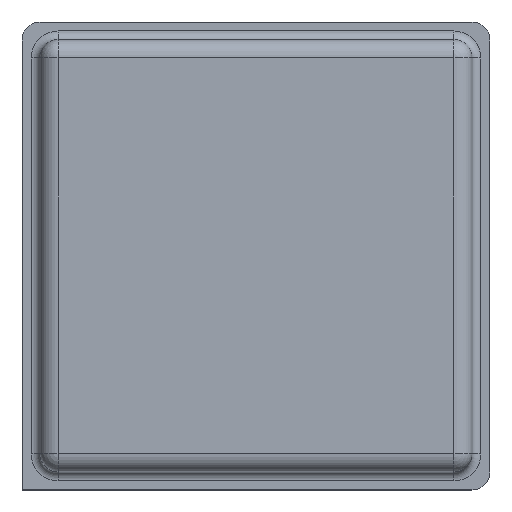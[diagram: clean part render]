
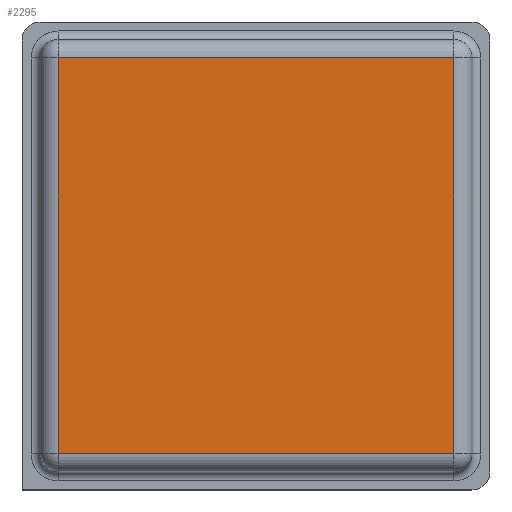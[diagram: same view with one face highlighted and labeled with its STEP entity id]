
A CAD part, top view. The second image highlights one B-rep face of the part: STEP entity #2295.
In plain terms, the highlighted planar face has unit normal (0, 0, 1).
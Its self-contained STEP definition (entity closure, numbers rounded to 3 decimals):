
#1339 = CYLINDRICAL_SURFACE('',#1340,1.);
#1340 = AXIS2_PLACEMENT_3D('',#1341,#1342,#1343);
#1341 = CARTESIAN_POINT('',(-11.,11.,10.5));
#1342 = DIRECTION('',(1.,0.,0.));
#1343 = DIRECTION('',(0.,1.,0.));
#1576 = VERTEX_POINT('',#1577);
#1577 = CARTESIAN_POINT('',(-11.,11.,11.5));
#1597 = EDGE_CURVE('',#1576,#1598,#1600,.T.);
#1598 = VERTEX_POINT('',#1599);
#1599 = CARTESIAN_POINT('',(11.,11.,11.5));
#1600 = SURFACE_CURVE('',#1601,(#1605,#1612),.PCURVE_S1.);
#1601 = LINE('',#1602,#1603);
#1602 = CARTESIAN_POINT('',(-11.,11.,11.5));
#1603 = VECTOR('',#1604,1.);
#1604 = DIRECTION('',(1.,0.,0.));
#1605 = PCURVE('',#1339,#1606);
#1606 = DEFINITIONAL_REPRESENTATION('',(#1607),#1611);
#1607 = LINE('',#1608,#1609);
#1608 = CARTESIAN_POINT('',(1.571,0.));
#1609 = VECTOR('',#1610,1.);
#1610 = DIRECTION('',(0.,1.));
#1611 = ( GEOMETRIC_REPRESENTATION_CONTEXT(2) 
PARAMETRIC_REPRESENTATION_CONTEXT() REPRESENTATION_CONTEXT('2D SPACE',''
  ) );
#1612 = PCURVE('',#1613,#1618);
#1613 = PLANE('',#1614);
#1614 = AXIS2_PLACEMENT_3D('',#1615,#1616,#1617);
#1615 = CARTESIAN_POINT('',(-12.,12.,11.5));
#1616 = DIRECTION('',(0.,0.,1.));
#1617 = DIRECTION('',(1.,0.,0.));
#1618 = DEFINITIONAL_REPRESENTATION('',(#1619),#1623);
#1619 = LINE('',#1620,#1621);
#1620 = CARTESIAN_POINT('',(1.,-1.));
#1621 = VECTOR('',#1622,1.);
#1622 = DIRECTION('',(1.,0.));
#1623 = ( GEOMETRIC_REPRESENTATION_CONTEXT(2) 
PARAMETRIC_REPRESENTATION_CONTEXT() REPRESENTATION_CONTEXT('2D SPACE',''
  ) );
#1804 = CYLINDRICAL_SURFACE('',#1805,1.);
#1805 = AXIS2_PLACEMENT_3D('',#1806,#1807,#1808);
#1806 = CARTESIAN_POINT('',(-11.,-11.,10.5));
#1807 = DIRECTION('',(0.,1.,0.));
#1808 = DIRECTION('',(-1.,0.,0.));
#2295 = ADVANCED_FACE('',(#2296),#1613,.T.);
#2296 = FACE_BOUND('',#2297,.T.);
#2297 = EDGE_LOOP('',(#2298,#2299,#2322,#2350));
#2298 = ORIENTED_EDGE('',*,*,#1597,.F.);
#2299 = ORIENTED_EDGE('',*,*,#2300,.F.);
#2300 = EDGE_CURVE('',#2301,#1576,#2303,.T.);
#2301 = VERTEX_POINT('',#2302);
#2302 = CARTESIAN_POINT('',(-11.,-11.,11.5));
#2303 = SURFACE_CURVE('',#2304,(#2308,#2315),.PCURVE_S1.);
#2304 = LINE('',#2305,#2306);
#2305 = CARTESIAN_POINT('',(-11.,-11.,11.5));
#2306 = VECTOR('',#2307,1.);
#2307 = DIRECTION('',(0.,1.,0.));
#2308 = PCURVE('',#1613,#2309);
#2309 = DEFINITIONAL_REPRESENTATION('',(#2310),#2314);
#2310 = LINE('',#2311,#2312);
#2311 = CARTESIAN_POINT('',(1.,-23.));
#2312 = VECTOR('',#2313,1.);
#2313 = DIRECTION('',(0.,1.));
#2314 = ( GEOMETRIC_REPRESENTATION_CONTEXT(2) 
PARAMETRIC_REPRESENTATION_CONTEXT() REPRESENTATION_CONTEXT('2D SPACE',''
  ) );
#2315 = PCURVE('',#1804,#2316);
#2316 = DEFINITIONAL_REPRESENTATION('',(#2317),#2321);
#2317 = LINE('',#2318,#2319);
#2318 = CARTESIAN_POINT('',(1.571,0.));
#2319 = VECTOR('',#2320,1.);
#2320 = DIRECTION('',(0.,1.));
#2321 = ( GEOMETRIC_REPRESENTATION_CONTEXT(2) 
PARAMETRIC_REPRESENTATION_CONTEXT() REPRESENTATION_CONTEXT('2D SPACE',''
  ) );
#2322 = ORIENTED_EDGE('',*,*,#2323,.F.);
#2323 = EDGE_CURVE('',#2324,#2301,#2326,.T.);
#2324 = VERTEX_POINT('',#2325);
#2325 = CARTESIAN_POINT('',(11.,-11.,11.5));
#2326 = SURFACE_CURVE('',#2327,(#2331,#2338),.PCURVE_S1.);
#2327 = LINE('',#2328,#2329);
#2328 = CARTESIAN_POINT('',(11.,-11.,11.5));
#2329 = VECTOR('',#2330,1.);
#2330 = DIRECTION('',(-1.,0.,0.));
#2331 = PCURVE('',#1613,#2332);
#2332 = DEFINITIONAL_REPRESENTATION('',(#2333),#2337);
#2333 = LINE('',#2334,#2335);
#2334 = CARTESIAN_POINT('',(23.,-23.));
#2335 = VECTOR('',#2336,1.);
#2336 = DIRECTION('',(-1.,0.));
#2337 = ( GEOMETRIC_REPRESENTATION_CONTEXT(2) 
PARAMETRIC_REPRESENTATION_CONTEXT() REPRESENTATION_CONTEXT('2D SPACE',''
  ) );
#2338 = PCURVE('',#2339,#2344);
#2339 = CYLINDRICAL_SURFACE('',#2340,1.);
#2340 = AXIS2_PLACEMENT_3D('',#2341,#2342,#2343);
#2341 = CARTESIAN_POINT('',(11.,-11.,10.5));
#2342 = DIRECTION('',(-1.,0.,0.));
#2343 = DIRECTION('',(0.,-1.,0.));
#2344 = DEFINITIONAL_REPRESENTATION('',(#2345),#2349);
#2345 = LINE('',#2346,#2347);
#2346 = CARTESIAN_POINT('',(1.571,0.));
#2347 = VECTOR('',#2348,1.);
#2348 = DIRECTION('',(0.,1.));
#2349 = ( GEOMETRIC_REPRESENTATION_CONTEXT(2) 
PARAMETRIC_REPRESENTATION_CONTEXT() REPRESENTATION_CONTEXT('2D SPACE',''
  ) );
#2350 = ORIENTED_EDGE('',*,*,#2351,.F.);
#2351 = EDGE_CURVE('',#1598,#2324,#2352,.T.);
#2352 = SURFACE_CURVE('',#2353,(#2357,#2364),.PCURVE_S1.);
#2353 = LINE('',#2354,#2355);
#2354 = CARTESIAN_POINT('',(11.,11.,11.5));
#2355 = VECTOR('',#2356,1.);
#2356 = DIRECTION('',(0.,-1.,0.));
#2357 = PCURVE('',#1613,#2358);
#2358 = DEFINITIONAL_REPRESENTATION('',(#2359),#2363);
#2359 = LINE('',#2360,#2361);
#2360 = CARTESIAN_POINT('',(23.,-1.));
#2361 = VECTOR('',#2362,1.);
#2362 = DIRECTION('',(0.,-1.));
#2363 = ( GEOMETRIC_REPRESENTATION_CONTEXT(2) 
PARAMETRIC_REPRESENTATION_CONTEXT() REPRESENTATION_CONTEXT('2D SPACE',''
  ) );
#2364 = PCURVE('',#2365,#2370);
#2365 = CYLINDRICAL_SURFACE('',#2366,1.);
#2366 = AXIS2_PLACEMENT_3D('',#2367,#2368,#2369);
#2367 = CARTESIAN_POINT('',(11.,11.,10.5));
#2368 = DIRECTION('',(0.,-1.,0.));
#2369 = DIRECTION('',(1.,0.,0.));
#2370 = DEFINITIONAL_REPRESENTATION('',(#2371),#2375);
#2371 = LINE('',#2372,#2373);
#2372 = CARTESIAN_POINT('',(1.571,0.));
#2373 = VECTOR('',#2374,1.);
#2374 = DIRECTION('',(0.,1.));
#2375 = ( GEOMETRIC_REPRESENTATION_CONTEXT(2) 
PARAMETRIC_REPRESENTATION_CONTEXT() REPRESENTATION_CONTEXT('2D SPACE',''
  ) );
